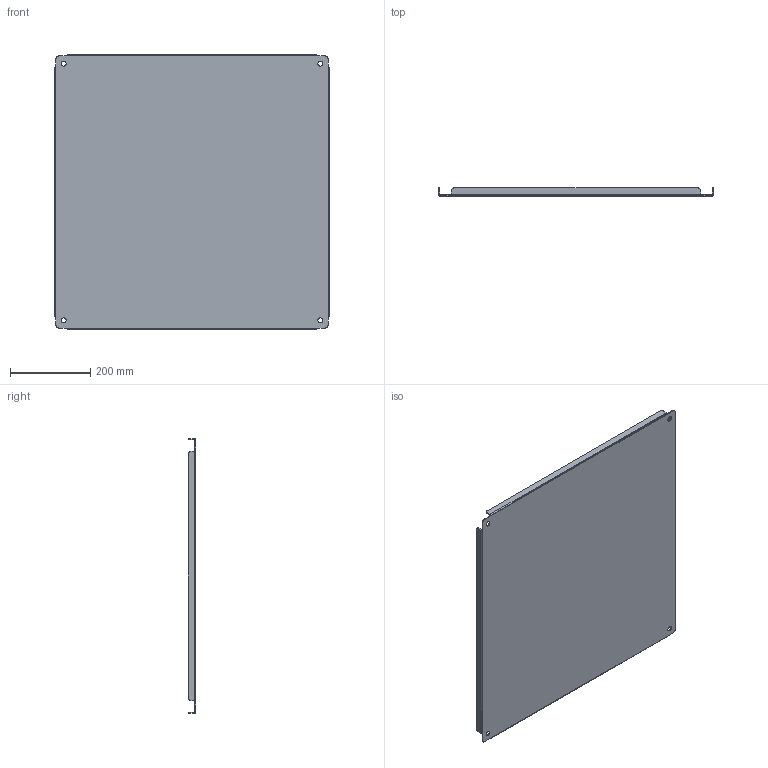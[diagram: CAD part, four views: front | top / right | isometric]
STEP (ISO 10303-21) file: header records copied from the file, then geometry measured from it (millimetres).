
FILE_DESCRIPTION (( 'STEP AP214' ), '1' );
FILE_NAME ('18G2727.STEP', '2019-09-13T17:57:17', ( '' ), ( '' ), 'SwSTEP 2.0', 'SolidWorks 2018', '' );
FILE_SCHEMA (( 'AUTOMOTIVE_DESIGN' ));
Length unit declared in the file: inch
Products named in the file (1): 18G2727
Bounding box: 685.8 x 19.05 x 685.8 mm (x, y, z)
Volume: 1226403.9 mm3; surface area: 1023727.6 mm2
Topology: 1 solids, 1 shells, 54 faces, 140 edges, 88 vertices
Faces by surface type: plane 30, cylinder 24
Full cylindrical faces by diameter (mm): 12.7 x4
Entity records: 2382 total; most frequent: DIRECTION 294, CARTESIAN_POINT 279, ORIENTED_EDGE 272, EDGE_CURVE 136, AXIS2_PLACEMENT_3D 103, VERTEX_POINT 88, VECTOR 88, LINE 88
